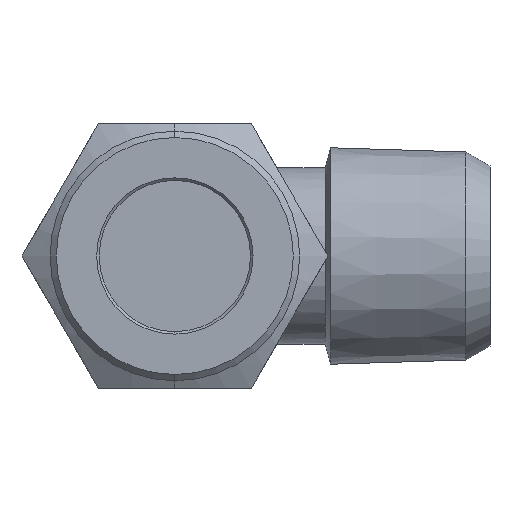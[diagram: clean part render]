
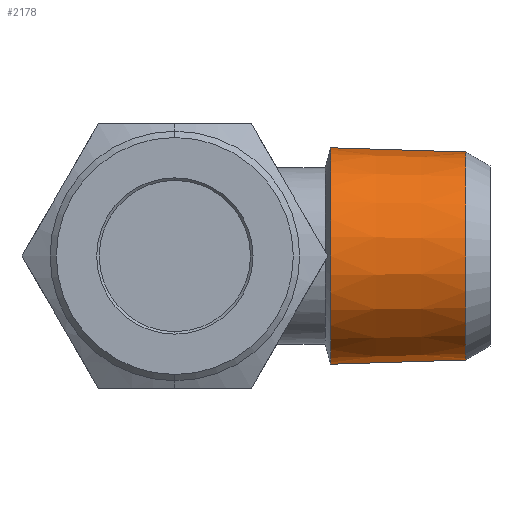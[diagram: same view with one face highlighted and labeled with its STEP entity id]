
A CAD part, left-side view. The second image highlights one B-rep face of the part: STEP entity #2178.
In plain terms, the highlighted conical face has half-angle 1.79 degrees and reference radius 8.25 mm.
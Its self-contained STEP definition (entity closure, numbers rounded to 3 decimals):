
#489 = CARTESIAN_POINT ( 'NONE',  ( 0., 3.905, 8.25 ) ) ;
#491 = CARTESIAN_POINT ( 'NONE',  ( 0., 14.647, 8.586 ) ) ;
#499 = CARTESIAN_POINT ( 'NONE',  ( 0., 14.647, -8.586 ) ) ;
#502 = CARTESIAN_POINT ( 'NONE',  ( 0., 3.905, -8.25 ) ) ;
#720 = CIRCLE ( 'NONE', #1272, 8.25 ) ;
#802 = FACE_OUTER_BOUND ( 'NONE', #1783, .T. ) ;
#821 = CONICAL_SURFACE ( 'NONE', #1326, 8.25, 0.031 ) ;
#1046 = EDGE_CURVE ( 'NONE', #2976, #2970, #2684, .T. ) ;
#1048 = EDGE_CURVE ( 'NONE', #2975, #2971, #2687, .T. ) ;
#1105 = EDGE_CURVE ( 'NONE', #2970, #2971, #2770, .T. ) ;
#1153 = EDGE_CURVE ( 'NONE', #2975, #2976, #720, .T. ) ;
#1267 = AXIS2_PLACEMENT_3D ( 'NONE', #1663, #1664, #2076 ) ;
#1272 = AXIS2_PLACEMENT_3D ( 'NONE', #1547, #1548, #1549 ) ;
#1326 = AXIS2_PLACEMENT_3D ( 'NONE', #3157, #3158, #3156 ) ;
#1547 = CARTESIAN_POINT ( 'NONE',  ( 0., 3.905, 0. ) ) ;
#1548 = DIRECTION ( 'NONE',  ( 0., -1., 0. ) ) ;
#1549 = DIRECTION ( 'NONE',  ( 0., 0., -1. ) ) ;
#1663 = CARTESIAN_POINT ( 'NONE',  ( 0., 14.647, 0. ) ) ;
#1664 = DIRECTION ( 'NONE',  ( 0., 1., 0. ) ) ;
#1783 = EDGE_LOOP ( 'NONE', ( #1863, #1864, #1865, #1866 ) ) ;
#1863 = ORIENTED_EDGE ( 'NONE', *, *, #1046, .F. ) ;
#1864 = ORIENTED_EDGE ( 'NONE', *, *, #1153, .F. ) ;
#1865 = ORIENTED_EDGE ( 'NONE', *, *, #1048, .T. ) ;
#1866 = ORIENTED_EDGE ( 'NONE', *, *, #1105, .F. ) ;
#2022 = DIRECTION ( 'NONE',  ( 0., 1., -0.031 ) ) ;
#2023 = CARTESIAN_POINT ( 'NONE',  ( 0., 3.905, -8.25 ) ) ;
#2027 = DIRECTION ( 'NONE',  ( 0., 1., 0.031 ) ) ;
#2028 = CARTESIAN_POINT ( 'NONE',  ( 0., 3.905, 8.25 ) ) ;
#2076 = DIRECTION ( 'NONE',  ( 0., 0., 1. ) ) ;
#2178 = ADVANCED_FACE ( 'NONE', ( #802 ), #821, .T. ) ;
#2684 = LINE ( 'NONE', #2023, #2688 ) ;
#2687 = LINE ( 'NONE', #2028, #2691 ) ;
#2688 = VECTOR ( 'NONE', #2022, 1000. ) ;
#2691 = VECTOR ( 'NONE', #2027, 1000. ) ;
#2770 = CIRCLE ( 'NONE', #1267, 8.586 ) ;
#2970 = VERTEX_POINT ( 'NONE', #499 ) ;
#2971 = VERTEX_POINT ( 'NONE', #491 ) ;
#2975 = VERTEX_POINT ( 'NONE', #489 ) ;
#2976 = VERTEX_POINT ( 'NONE', #502 ) ;
#3156 = DIRECTION ( 'NONE',  ( 0., 0., 1. ) ) ;
#3157 = CARTESIAN_POINT ( 'NONE',  ( 0., 3.905, 0. ) ) ;
#3158 = DIRECTION ( 'NONE',  ( 0., 1., 0. ) ) ;
